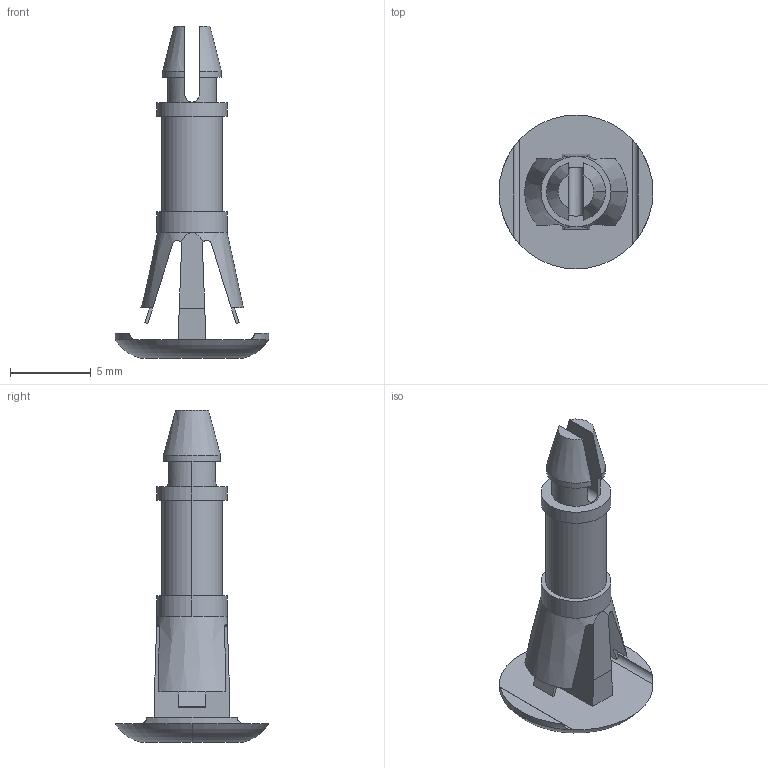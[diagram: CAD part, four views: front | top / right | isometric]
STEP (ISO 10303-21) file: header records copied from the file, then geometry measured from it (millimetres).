
FILE_DESCRIPTION(('FreeCAD Model'),'2;1');
FILE_NAME('9067.step','2020-02-08T13:38:59',( 'kicad StepUp'),('ksu MCAD'),'Open CASCADE STEP processor 7.3', 'FreeCAD','Unknown');
FILE_SCHEMA(('AUTOMOTIVE_DESIGN { 1 0 10303 214 1 1 1 1 }'));
Length unit declared in the file: millimetre
Products named in the file (1): 9067
Bounding box: 9.53 x 9.53 x 20.55 mm (x, y, z)
Volume: 257.7 mm3; surface area: 509.3 mm2
Topology: 1 solids, 1 shells, 59 faces, 151 edges, 98 vertices
Faces by surface type: plane 33, cylinder 18, cone 6, torus 2
Entity records: 1880 total; most frequent: CARTESIAN_POINT 443, ORIENTED_EDGE 302, DIRECTION 289, EDGE_CURVE 151, AXIS2_PLACEMENT_3D 104, VERTEX_POINT 98, LINE 81, VECTOR 81
